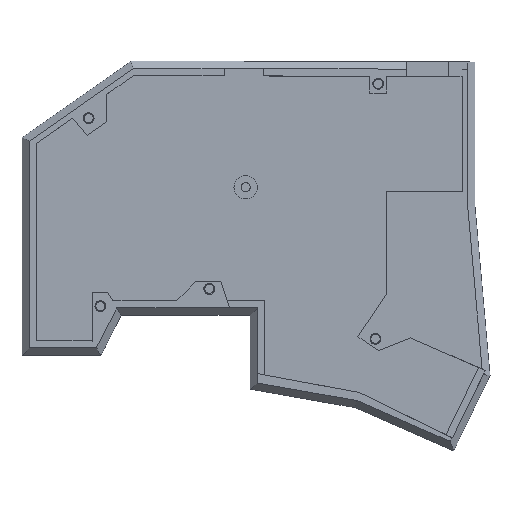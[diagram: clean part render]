
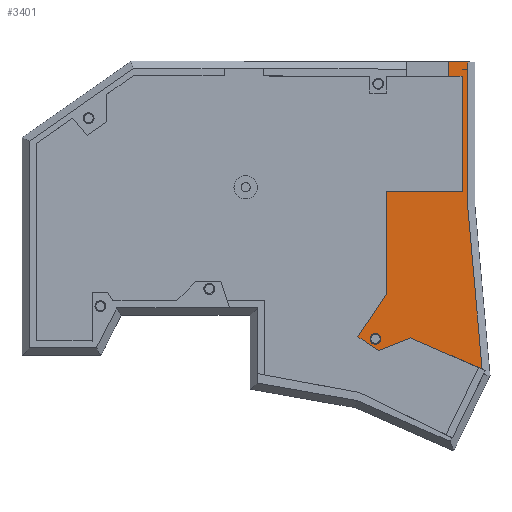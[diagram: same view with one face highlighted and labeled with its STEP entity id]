
A CAD part, top view. The second image highlights one B-rep face of the part: STEP entity #3401.
In plain terms, the highlighted planar face has unit normal (0, 0, 1).
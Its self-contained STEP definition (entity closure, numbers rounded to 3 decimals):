
#48=FACE_BOUND('',#425,.T.);
#72=CIRCLE('',#3600,1.5);
#231=FACE_OUTER_BOUND('',#424,.T.);
#424=EDGE_LOOP('',(#2989,#2990,#2991,#2992,#2993,#2994,#2995,#2996,#2997,
#2998,#2999,#3000,#3001,#3002,#3003));
#425=EDGE_LOOP('',(#3004));
#637=LINE('',#4906,#1088);
#639=LINE('',#4910,#1090);
#641=LINE('',#4914,#1092);
#683=LINE('',#4997,#1134);
#743=LINE('',#5125,#1194);
#795=LINE('',#5230,#1246);
#803=LINE('',#5244,#1254);
#859=LINE('',#5360,#1310);
#861=LINE('',#5364,#1312);
#863=LINE('',#5368,#1314);
#865=LINE('',#5372,#1316);
#868=LINE('',#5381,#1319);
#870=LINE('',#5386,#1321);
#872=LINE('',#5389,#1323);
#873=LINE('',#5391,#1324);
#1088=VECTOR('',#4005,10.);
#1090=VECTOR('',#4007,10.);
#1092=VECTOR('',#4011,10.);
#1134=VECTOR('',#4075,10.);
#1194=VECTOR('',#4175,10.);
#1246=VECTOR('',#4243,10.);
#1254=VECTOR('',#4261,10.);
#1310=VECTOR('',#4385,10.);
#1312=VECTOR('',#4389,10.);
#1314=VECTOR('',#4393,10.);
#1316=VECTOR('',#4397,10.);
#1319=VECTOR('',#4410,10.);
#1321=VECTOR('',#4414,10.);
#1323=VECTOR('',#4418,10.);
#1324=VECTOR('',#4421,10.);
#1485=VERTEX_POINT('',#4903);
#1486=VERTEX_POINT('',#4905);
#1487=VERTEX_POINT('',#4907);
#1488=VERTEX_POINT('',#4909);
#1489=VERTEX_POINT('',#4913);
#1519=VERTEX_POINT('',#4995);
#1566=VERTEX_POINT('',#5122);
#1612=VERTEX_POINT('',#5228);
#1613=VERTEX_POINT('',#5243);
#1639=VERTEX_POINT('',#5358);
#1640=VERTEX_POINT('',#5362);
#1641=VERTEX_POINT('',#5366);
#1642=VERTEX_POINT('',#5370);
#1643=VERTEX_POINT('',#5376);
#1644=VERTEX_POINT('',#5383);
#1645=VERTEX_POINT('',#5385);
#1862=EDGE_CURVE('',#1485,#1486,#637,.T.);
#1864=EDGE_CURVE('',#1487,#1488,#639,.T.);
#1866=EDGE_CURVE('',#1488,#1489,#641,.T.);
#1908=EDGE_CURVE('',#1485,#1519,#683,.T.);
#1972=EDGE_CURVE('',#1519,#1566,#743,.T.);
#2026=EDGE_CURVE('',#1566,#1612,#795,.T.);
#2034=EDGE_CURVE('',#1613,#1486,#803,.T.);
#2093=EDGE_CURVE('',#1612,#1639,#859,.T.);
#2095=EDGE_CURVE('',#1639,#1640,#861,.T.);
#2097=EDGE_CURVE('',#1640,#1641,#863,.T.);
#2099=EDGE_CURVE('',#1641,#1642,#865,.T.);
#2101=EDGE_CURVE('',#1643,#1643,#72,.T.);
#2103=EDGE_CURVE('',#1487,#1613,#868,.T.);
#2105=EDGE_CURVE('',#1645,#1644,#870,.T.);
#2107=EDGE_CURVE('',#1642,#1645,#872,.T.);
#2108=EDGE_CURVE('',#1644,#1489,#873,.T.);
#2989=ORIENTED_EDGE('',*,*,#1864,.F.);
#2990=ORIENTED_EDGE('',*,*,#2103,.T.);
#2991=ORIENTED_EDGE('',*,*,#2034,.T.);
#2992=ORIENTED_EDGE('',*,*,#1862,.F.);
#2993=ORIENTED_EDGE('',*,*,#1908,.T.);
#2994=ORIENTED_EDGE('',*,*,#1972,.T.);
#2995=ORIENTED_EDGE('',*,*,#2026,.T.);
#2996=ORIENTED_EDGE('',*,*,#2093,.T.);
#2997=ORIENTED_EDGE('',*,*,#2095,.T.);
#2998=ORIENTED_EDGE('',*,*,#2097,.T.);
#2999=ORIENTED_EDGE('',*,*,#2099,.T.);
#3000=ORIENTED_EDGE('',*,*,#2107,.T.);
#3001=ORIENTED_EDGE('',*,*,#2105,.T.);
#3002=ORIENTED_EDGE('',*,*,#2108,.T.);
#3003=ORIENTED_EDGE('',*,*,#1866,.F.);
#3004=ORIENTED_EDGE('',*,*,#2101,.T.);
#3225=PLANE('',#3605);
#3401=ADVANCED_FACE('',(#231,#48),#3225,.T.);
#3600=AXIS2_PLACEMENT_3D('',#5377,#4403,#4404);
#3605=AXIS2_PLACEMENT_3D('',#5390,#4419,#4420);
#4005=DIRECTION('',(0.,-1.,0.));
#4007=DIRECTION('',(0.,-1.,0.));
#4011=DIRECTION('',(0.088,-0.996,0.));
#4075=DIRECTION('',(-1.,0.003,0.));
#4175=DIRECTION('',(0.,-1.,0.));
#4243=DIRECTION('',(1.,-0.003,0.));
#4261=DIRECTION('',(1.,0.,0.));
#4385=DIRECTION('',(0.,-1.,0.));
#4389=DIRECTION('',(-1.,0.,0.));
#4393=DIRECTION('',(0.,-1.,0.));
#4397=DIRECTION('',(-0.555,-0.832,0.));
#4403=DIRECTION('center_axis',(0.,0.,-1.));
#4404=DIRECTION('ref_axis',(1.,0.,0.));
#4410=DIRECTION('',(-1.,0.003,0.));
#4414=DIRECTION('',(0.93,0.368,0.));
#4418=DIRECTION('',(0.832,-0.555,0.));
#4419=DIRECTION('center_axis',(0.,0.,1.));
#4420=DIRECTION('ref_axis',(1.,0.,0.));
#4421=DIRECTION('',(0.916,-0.401,0.));
#4903=CARTESIAN_POINT('',(138.65,-50.504,6.));
#4905=CARTESIAN_POINT('',(138.65,-52.5,6.));
#4906=CARTESIAN_POINT('',(138.65,-77.219,6.));
#4907=CARTESIAN_POINT('',(138.65,-52.504,6.));
#4909=CARTESIAN_POINT('',(138.65,-90.339,6.));
#4910=CARTESIAN_POINT('',(138.65,-77.219,6.));
#4913=CARTESIAN_POINT('',(142.623,-135.108,6.));
#4914=CARTESIAN_POINT('',(139.024,-94.557,6.));
#4995=CARTESIAN_POINT('',(133.365,-50.49,6.));
#4997=CARTESIAN_POINT('',(45.974,-50.248,6.));
#5122=CARTESIAN_POINT('',(133.365,-54.49,6.));
#5125=CARTESIAN_POINT('',(133.365,-51.964,6.));
#5228=CARTESIAN_POINT('',(137.094,-54.5,6.));
#5230=CARTESIAN_POINT('',(82.408,-54.349,6.));
#5243=CARTESIAN_POINT('',(137.094,-52.5,6.));
#5244=CARTESIAN_POINT('',(137.094,-52.5,6.));
#5358=CARTESIAN_POINT('',(137.094,-86.28,6.));
#5360=CARTESIAN_POINT('',(137.094,-88.25,6.));
#5362=CARTESIAN_POINT('',(116.388,-86.28,6.));
#5364=CARTESIAN_POINT('',(118.388,-86.28,6.));
#5366=CARTESIAN_POINT('',(116.388,-114.244,6.));
#5368=CARTESIAN_POINT('',(116.388,-86.28,6.));
#5370=CARTESIAN_POINT('',(108.412,-126.187,6.));
#5372=CARTESIAN_POINT('',(108.412,-126.187,6.));
#5376=CARTESIAN_POINT('',(111.75,-126.75,6.));
#5377=CARTESIAN_POINT('Origin',(113.25,-126.75,6.));
#5381=CARTESIAN_POINT('',(45.985,-52.248,6.));
#5383=CARTESIAN_POINT('',(122.985,-126.503,6.));
#5385=CARTESIAN_POINT('',(114.128,-130.004,6.));
#5386=CARTESIAN_POINT('',(125.603,-125.468,6.));
#5389=CARTESIAN_POINT('',(114.128,-130.004,6.));
#5390=CARTESIAN_POINT('Origin',(80.344,-103.927,6.));
#5391=CARTESIAN_POINT('',(143.499,-135.492,6.));
